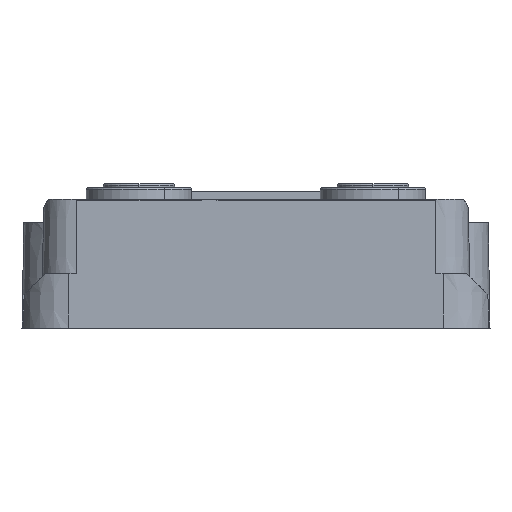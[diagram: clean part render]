
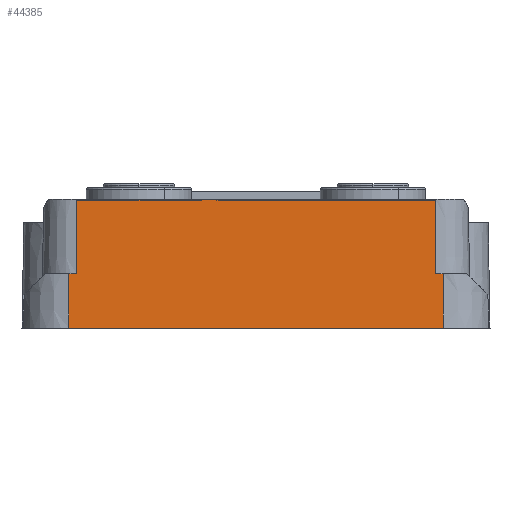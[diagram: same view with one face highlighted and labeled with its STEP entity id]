
A CAD part, front view. The second image highlights one B-rep face of the part: STEP entity #44385.
In plain terms, the highlighted planar face has unit normal (0, -1, 0.018).
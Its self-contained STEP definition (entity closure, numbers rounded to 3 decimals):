
#44333=AXIS2_PLACEMENT_3D('Plane Axis2P3D',#44330,#44331,#44332) ;
#43602=CARTESIAN_POINT('Vertex',(7.,0.288,16.5)) ;
#43605=CARTESIAN_POINT('Line Origine',(30.,0.288,16.5)) ;
#43609=CARTESIAN_POINT('Vertex',(53.,0.288,16.5)) ;
#44196=CARTESIAN_POINT('Vertex',(54.,0.,0.)) ;
#44199=CARTESIAN_POINT('Line Origine',(53.5,0.,0.)) ;
#44203=CARTESIAN_POINT('Vertex',(53.,0.,0.)) ;
#44206=CARTESIAN_POINT('Line Origine',(30.,0.,0.)) ;
#44210=CARTESIAN_POINT('Vertex',(7.,0.,0.)) ;
#44213=CARTESIAN_POINT('Line Origine',(6.5,0.,0.)) ;
#44217=CARTESIAN_POINT('Vertex',(6.,0.,0.)) ;
#44330=CARTESIAN_POINT('Axis2P3D Location',(60.,0.,0.)) ;
#44335=CARTESIAN_POINT('Line Origine',(54.,0.061,3.5)) ;
#44339=CARTESIAN_POINT('Vertex',(54.,0.122,7.)) ;
#44342=CARTESIAN_POINT('Line Origine',(30.,0.122,7.)) ;
#44346=CARTESIAN_POINT('Vertex',(53.,0.122,7.)) ;
#44349=CARTESIAN_POINT('Line Origine',(53.,0.061,3.5)) ;
#44354=CARTESIAN_POINT('Line Origine',(7.,0.061,3.5)) ;
#44358=CARTESIAN_POINT('Vertex',(7.,0.122,7.)) ;
#44361=CARTESIAN_POINT('Line Origine',(30.,0.122,7.)) ;
#44365=CARTESIAN_POINT('Vertex',(6.,0.122,7.)) ;
#44368=CARTESIAN_POINT('Line Origine',(6.,0.061,3.5)) ;
#43606=DIRECTION('Vector Direction',(-1.,0.,0.)) ;
#44200=DIRECTION('Vector Direction',(-1.,0.,0.)) ;
#44207=DIRECTION('Vector Direction',(-1.,0.,0.)) ;
#44214=DIRECTION('Vector Direction',(-1.,0.,0.)) ;
#44331=DIRECTION('Axis2P3D Direction',(0.,-1.,0.017)) ;
#44332=DIRECTION('Axis2P3D XDirection',(-1.,0.,0.)) ;
#44336=DIRECTION('Vector Direction',(0.,-0.017,-1.)) ;
#44343=DIRECTION('Vector Direction',(-1.,0.,0.)) ;
#44350=DIRECTION('Vector Direction',(0.,-0.017,-1.)) ;
#44355=DIRECTION('Vector Direction',(0.,-0.017,-1.)) ;
#44362=DIRECTION('Vector Direction',(-1.,0.,0.)) ;
#44369=DIRECTION('Vector Direction',(0.,-0.017,-1.)) ;
#43607=VECTOR('Line Direction',#43606,1.) ;
#44201=VECTOR('Line Direction',#44200,1.) ;
#44208=VECTOR('Line Direction',#44207,1.) ;
#44215=VECTOR('Line Direction',#44214,1.) ;
#44337=VECTOR('Line Direction',#44336,1.) ;
#44344=VECTOR('Line Direction',#44343,1.) ;
#44351=VECTOR('Line Direction',#44350,1.) ;
#44356=VECTOR('Line Direction',#44355,1.) ;
#44363=VECTOR('Line Direction',#44362,1.) ;
#44370=VECTOR('Line Direction',#44369,1.) ;
#44374=ORIENTED_EDGE('',*,*,#44205,.F.) ;
#44375=ORIENTED_EDGE('',*,*,#44341,.T.) ;
#44376=ORIENTED_EDGE('',*,*,#44348,.F.) ;
#44377=ORIENTED_EDGE('',*,*,#44353,.T.) ;
#44378=ORIENTED_EDGE('',*,*,#43611,.F.) ;
#44379=ORIENTED_EDGE('',*,*,#44360,.F.) ;
#44380=ORIENTED_EDGE('',*,*,#44367,.F.) ;
#44381=ORIENTED_EDGE('',*,*,#44372,.F.) ;
#44382=ORIENTED_EDGE('',*,*,#44219,.F.) ;
#44383=ORIENTED_EDGE('',*,*,#44212,.F.) ;
#44385=ADVANCED_FACE('333093.1\\Gehaeuse\\Gehaeuse',(#44384),#44334,.T.) ;
#43611=EDGE_CURVE('',#43603,#43610,#43608,.F.) ;
#44205=EDGE_CURVE('',#44197,#44204,#44202,.T.) ;
#44212=EDGE_CURVE('',#44204,#44211,#44209,.T.) ;
#44219=EDGE_CURVE('',#44211,#44218,#44216,.T.) ;
#44341=EDGE_CURVE('',#44197,#44340,#44338,.F.) ;
#44348=EDGE_CURVE('',#44347,#44340,#44345,.F.) ;
#44353=EDGE_CURVE('',#44347,#43610,#44352,.F.) ;
#44360=EDGE_CURVE('',#44359,#43603,#44357,.F.) ;
#44367=EDGE_CURVE('',#44366,#44359,#44364,.F.) ;
#44372=EDGE_CURVE('',#44218,#44366,#44371,.F.) ;
#44373=EDGE_LOOP('',(#44374,#44375,#44376,#44377,#44378,#44379,#44380,#44381,#44382,#44383)) ;
#44384=FACE_OUTER_BOUND('',#44373,.T.) ;
#43608=LINE('Line',#43605,#43607) ;
#44202=LINE('Line',#44199,#44201) ;
#44209=LINE('Line',#44206,#44208) ;
#44216=LINE('Line',#44213,#44215) ;
#44338=LINE('Line',#44335,#44337) ;
#44345=LINE('Line',#44342,#44344) ;
#44352=LINE('Line',#44349,#44351) ;
#44357=LINE('Line',#44354,#44356) ;
#44364=LINE('Line',#44361,#44363) ;
#44371=LINE('Line',#44368,#44370) ;
#44334=PLANE('',#44333) ;
#43603=VERTEX_POINT('',#43602) ;
#43610=VERTEX_POINT('',#43609) ;
#44197=VERTEX_POINT('',#44196) ;
#44204=VERTEX_POINT('',#44203) ;
#44211=VERTEX_POINT('',#44210) ;
#44218=VERTEX_POINT('',#44217) ;
#44340=VERTEX_POINT('',#44339) ;
#44347=VERTEX_POINT('',#44346) ;
#44359=VERTEX_POINT('',#44358) ;
#44366=VERTEX_POINT('',#44365) ;
